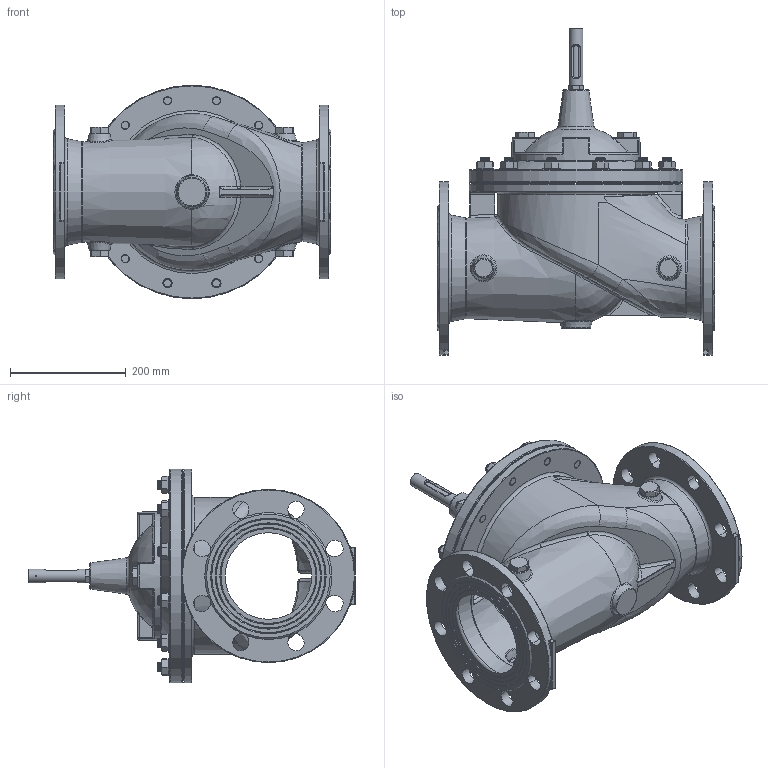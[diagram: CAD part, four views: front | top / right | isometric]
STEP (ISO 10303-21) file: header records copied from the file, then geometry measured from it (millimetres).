
FILE_DESCRIPTION (( 'STEP AP214' ), '1' );
FILE_NAME ('external surfaces XLC400 DN150.STEP', '2017-03-21T14:44:22', ( '' ), ( '' ), 'SwSTEP 2.0', 'SolidWorks 2017', '' );
FILE_SCHEMA (( 'AUTOMOTIVE_DESIGN' ));
Length unit declared in the file: millimetre
Products named in the file (2): external surfaces XLC400 DN150
Bounding box: 480 x 564.51 x 370 mm (x, y, z)
Surface area: 829687.8 mm2 (no closed solid volume)
Topology: 0 solids, 88 shells, 782 faces, 2344 edges, 1568 vertices
Faces by surface type: plane 236, cone 231, cylinder 155, bspline 80, torus 66, sphere 14
Full cylindrical faces by diameter (mm): 2 x1, 14.5 x9, 16 x32, 16.6 x1, 24 x1, 30 x12, 222 x1, 300 x2, 358 x1, 369.266 x1, 370 x1
Entity records: 70560 total; most frequent: CARTESIAN_POINT 43663, DIRECTION 3554, ORIENTED_EDGE 3352, EDGE_CURVE 2073, AXIS2_PLACEMENT_3D 1611, VERTEX_POINT 1515, EDGE_LOOP 1083, CIRCLE 907
